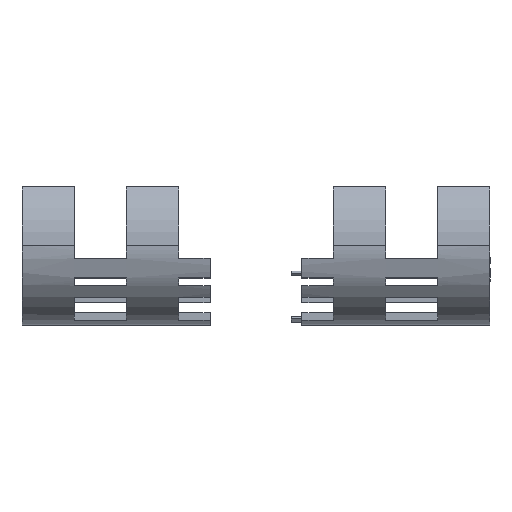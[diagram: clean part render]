
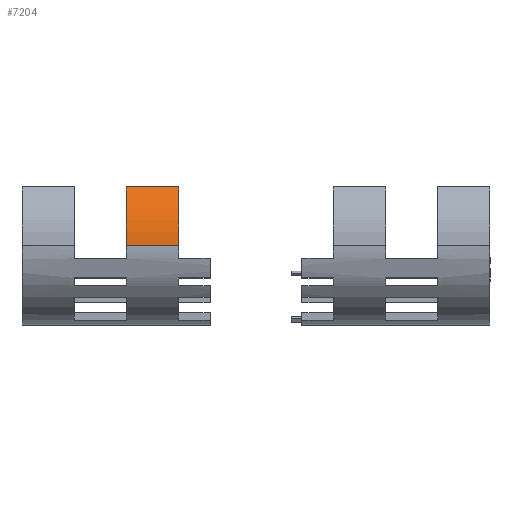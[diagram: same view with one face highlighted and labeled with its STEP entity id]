
A CAD part, top view. The second image highlights one B-rep face of the part: STEP entity #7204.
In plain terms, the highlighted cylindrical face has radius 76 mm (diameter 152 mm), a partial arc.
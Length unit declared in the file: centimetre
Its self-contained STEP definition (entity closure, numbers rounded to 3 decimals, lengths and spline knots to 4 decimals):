
#234 = CIRCLE ( 'NONE', #4234, 7.6 ) ;
#388 = CARTESIAN_POINT ( 'NONE',  ( 6.2094, 0., 0. ) ) ;
#454 = CARTESIAN_POINT ( 'NONE',  ( 6.2094, 0., 7.6 ) ) ;
#648 = VERTEX_POINT ( 'NONE', #4887 ) ;
#744 = DIRECTION ( 'NONE',  ( -1., 0., 0. ) ) ;
#865 = VERTEX_POINT ( 'NONE', #8944 ) ;
#1172 = DIRECTION ( 'NONE',  ( -1., 0., 0. ) ) ;
#1391 = VERTEX_POINT ( 'NONE', #454 ) ;
#1562 = EDGE_CURVE ( 'NONE', #1391, #648, #234, .T. ) ;
#1711 = EDGE_CURVE ( 'NONE', #8013, #865, #2904, .T. ) ;
#2136 = ORIENTED_EDGE ( 'NONE', *, *, #1711, .T. ) ;
#2530 = VECTOR ( 'NONE', #3797, 100. ) ;
#2653 = FACE_OUTER_BOUND ( 'NONE', #9006, .T. ) ;
#2739 = ORIENTED_EDGE ( 'NONE', *, *, #5715, .T. ) ;
#2764 = CARTESIAN_POINT ( 'NONE',  ( 1.2094, 5.6347, 5.1 ) ) ;
#2904 = CIRCLE ( 'NONE', #6897, 7.6 ) ;
#3152 = LINE ( 'NONE', #5805, #2530 ) ;
#3409 = LINE ( 'NONE', #6877, #5977 ) ;
#3726 = DIRECTION ( 'NONE',  ( 0., 0., 1. ) ) ;
#3797 = DIRECTION ( 'NONE',  ( -1., 0., 0. ) ) ;
#4140 = DIRECTION ( 'NONE',  ( 0., 0., -1. ) ) ;
#4234 = AXIS2_PLACEMENT_3D ( 'NONE', #388, #7341, #3726 ) ;
#4887 = CARTESIAN_POINT ( 'NONE',  ( 6.2094, 5.6347, 5.1 ) ) ;
#5715 = EDGE_CURVE ( 'NONE', #648, #8013, #3152, .T. ) ;
#5805 = CARTESIAN_POINT ( 'NONE',  ( 27.2094, 5.6347, 5.1 ) ) ;
#5977 = VECTOR ( 'NONE', #744, 100. ) ;
#6136 = CARTESIAN_POINT ( 'NONE',  ( 1.2094, 0., 0. ) ) ;
#6448 = ORIENTED_EDGE ( 'NONE', *, *, #7203, .F. ) ;
#6877 = CARTESIAN_POINT ( 'NONE',  ( 27.2094, 0., 7.6 ) ) ;
#6897 = AXIS2_PLACEMENT_3D ( 'NONE', #6136, #7560, #4140 ) ;
#6939 = ORIENTED_EDGE ( 'NONE', *, *, #1562, .T. ) ;
#7203 = EDGE_CURVE ( 'NONE', #1391, #865, #3409, .T. ) ;
#7204 = ADVANCED_FACE ( 'NONE', ( #2653 ), #7575, .T. ) ;
#7341 = DIRECTION ( 'NONE',  ( -1., 0., 0. ) ) ;
#7560 = DIRECTION ( 'NONE',  ( 1., 0., 0. ) ) ;
#7575 = CYLINDRICAL_SURFACE ( 'NONE', #8937, 7.6 ) ;
#8013 = VERTEX_POINT ( 'NONE', #2764 ) ;
#8375 = DIRECTION ( 'NONE',  ( 0., 0., 1. ) ) ;
#8543 = CARTESIAN_POINT ( 'NONE',  ( 27.2094, 0., 0. ) ) ;
#8937 = AXIS2_PLACEMENT_3D ( 'NONE', #8543, #1172, #8375 ) ;
#8944 = CARTESIAN_POINT ( 'NONE',  ( 1.2094, 0., 7.6 ) ) ;
#9006 = EDGE_LOOP ( 'NONE', ( #6448, #6939, #2739, #2136 ) ) ;
